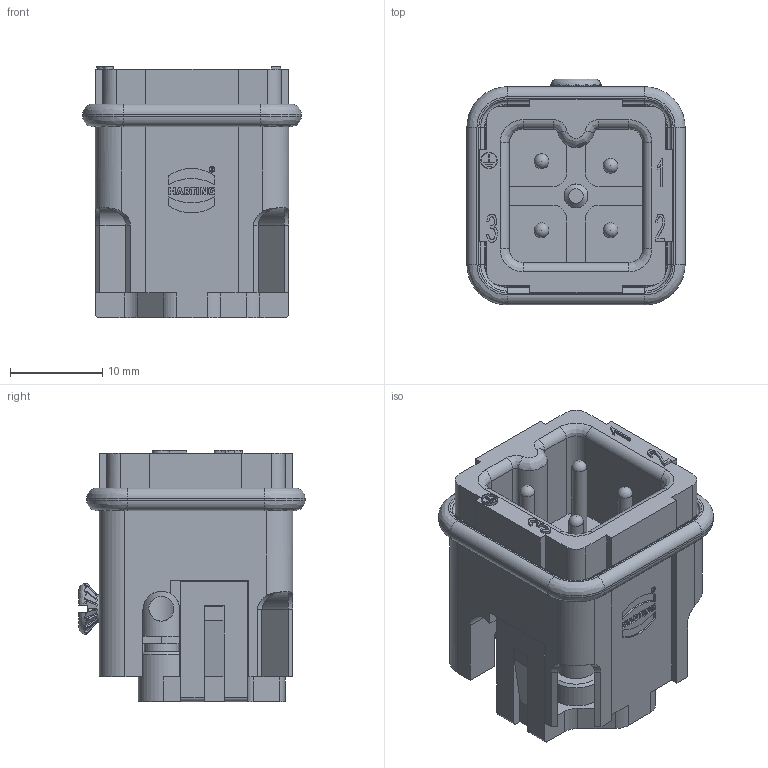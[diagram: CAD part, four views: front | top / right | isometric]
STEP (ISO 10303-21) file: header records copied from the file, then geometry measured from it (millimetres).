
FILE_DESCRIPTION(/* description */ (''),/* implementation_level */ '2;1');
FILE_NAME(/* name */ '100094968ugm000_c.stp',/* time_stamp */ '2017-09-28T16:22:50+02:00',/* author */ (''),/* organization */ (''),/* preprocessor_version */ 'ST-DEVELOPER v16',/* originating_system */ 'SIEMENS PLM Software NX 10.0',/* authorisation */ '');
FILE_SCHEMA (('AUTOMOTIVE_DESIGN { 1 0 10303 214 3 1 1 1 }'));
Length unit declared in the file: millimetre
Products named in the file (1): 100094968ugm000_c
Bounding box: 23.7 x 24.55 x 27.3 mm (x, y, z)
Volume: 7427.7 mm3; surface area: 5732.3 mm2
Topology: 1 solids, 1 shells, 721 faces, 2040 edges, 1451 vertices
Faces by surface type: plane 382, cylinder 176, bspline 113, sphere 20, cone 17, extrusion 11, torus 2
Full cylindrical faces by diameter (mm): 0.55 x1, 0.65 x1, 1.6 x4, 1.677 x1, 1.799 x1, 2.5 x4, 2.6 x1, 2.7 x4, 3 x5, 3.2 x2, 3.38 x1, 3.4 x2, 3.75 x1, 5.5 x2, 5.8 x2
Entity records: 32679 total; most frequent: CARTESIAN_POINT 10652, ORIENTED_EDGE 3676, DIRECTION 3255, EDGE_CURVE 1838, VERTEX_POINT 1223, VECTOR 1115, LINE 1104, AXIS2_PLACEMENT_3D 1070
